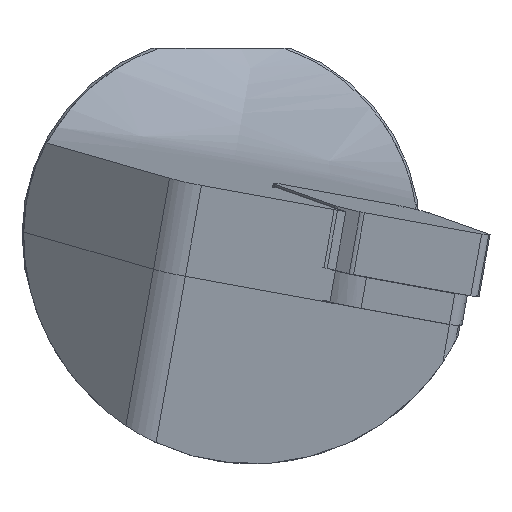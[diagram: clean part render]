
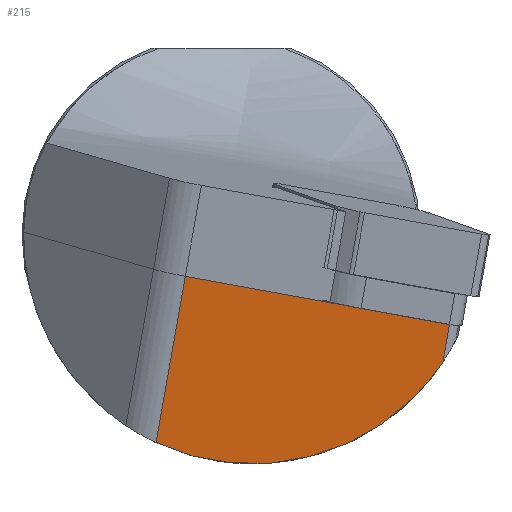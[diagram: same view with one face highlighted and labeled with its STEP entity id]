
A CAD part, left-side view. The second image highlights one B-rep face of the part: STEP entity #215.
In plain terms, the highlighted planar face has unit normal (-0.993, 0.069, -0.094).
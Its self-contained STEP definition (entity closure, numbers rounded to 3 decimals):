
#207=ELLIPSE('',#1154,23.158,23.);
#215=ADVANCED_FACE('',(#301),#271,.F.);
#271=PLANE('',#1157);
#301=FACE_OUTER_BOUND('',#358,.T.);
#358=EDGE_LOOP('',(#578,#579,#580,#581,#582,#583));
#417=LINE('',#1594,#490);
#418=LINE('',#1597,#491);
#419=LINE('',#1598,#492);
#420=LINE('',#1600,#493);
#421=LINE('',#1602,#494);
#490=VECTOR('',#1281,1.);
#491=VECTOR('',#1282,1.);
#492=VECTOR('',#1283,1.);
#493=VECTOR('',#1284,1.);
#494=VECTOR('',#1285,1.);
#578=ORIENTED_EDGE('',*,*,#971,.F.);
#579=ORIENTED_EDGE('',*,*,#972,.T.);
#580=ORIENTED_EDGE('',*,*,#968,.T.);
#581=ORIENTED_EDGE('',*,*,#973,.F.);
#582=ORIENTED_EDGE('',*,*,#974,.F.);
#583=ORIENTED_EDGE('',*,*,#975,.F.);
#871=VERTEX_POINT('',#1584);
#872=VERTEX_POINT('',#1586);
#874=VERTEX_POINT('',#1595);
#875=VERTEX_POINT('',#1596);
#876=VERTEX_POINT('',#1599);
#877=VERTEX_POINT('',#1601);
#968=EDGE_CURVE('',#872,#871,#207,.T.);
#971=EDGE_CURVE('',#874,#875,#417,.T.);
#972=EDGE_CURVE('',#874,#872,#418,.T.);
#973=EDGE_CURVE('',#876,#871,#419,.T.);
#974=EDGE_CURVE('',#877,#876,#420,.T.);
#975=EDGE_CURVE('',#875,#877,#421,.T.);
#1154=AXIS2_PLACEMENT_3D('',#1585,#1275,#1276);
#1157=AXIS2_PLACEMENT_3D('',#1603,#1286,#1287);
#1275=DIRECTION('',(-0.993,0.069,-0.094));
#1276=DIRECTION('',(-0.117,-0.589,0.8));
#1281=DIRECTION('',(-0.051,-0.983,-0.179));
#1282=DIRECTION('',(0.105,0.173,-0.979));
#1283=DIRECTION('',(0.105,0.173,-0.979));
#1284=DIRECTION('',(-0.051,-0.983,-0.179));
#1285=DIRECTION('',(-0.051,-0.983,-0.179));
#1286=DIRECTION('',(0.993,-0.069,0.094));
#1287=DIRECTION('',(0.094,0.,-0.996));
#1584=CARTESIAN_POINT('',(-191.158,-29.111,39.489));
#1585=CARTESIAN_POINT('',(-191.035,-9.991,52.274));
#1586=CARTESIAN_POINT('',(-188.391,-0.303,31.414));
#1594=CARTESIAN_POINT('',(-190.172,-3.246,48.107));
#1595=CARTESIAN_POINT('',(-190.172,-3.246,48.107));
#1596=CARTESIAN_POINT('',(-190.932,-17.753,45.468));
#1597=CARTESIAN_POINT('',(-235.005,-77.317,468.184));
#1598=CARTESIAN_POINT('',(-236.396,-103.85,463.358));
#1599=CARTESIAN_POINT('',(-191.563,-29.779,43.28));
#1600=CARTESIAN_POINT('',(-190.172,-3.246,48.107));
#1601=CARTESIAN_POINT('',(-191.019,-19.411,45.166));
#1602=CARTESIAN_POINT('',(-190.172,-3.246,48.107));
#1603=CARTESIAN_POINT('',(-235.005,-77.317,468.184));
